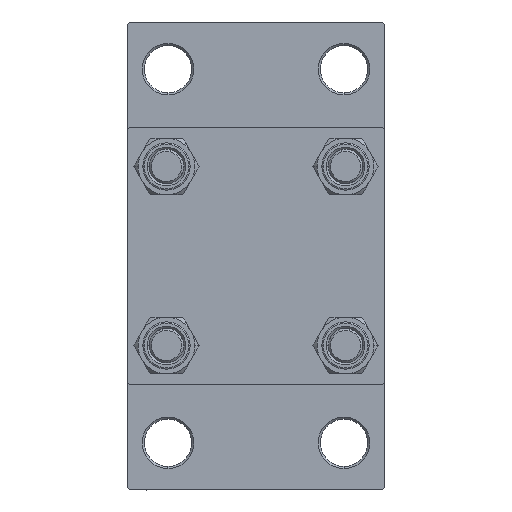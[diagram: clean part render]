
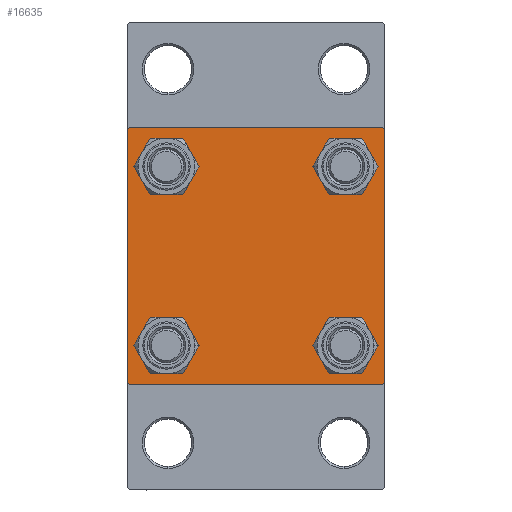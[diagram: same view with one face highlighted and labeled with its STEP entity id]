
A CAD part, left-side view. The second image highlights one B-rep face of the part: STEP entity #16635.
In plain terms, the highlighted planar face has unit normal (-1, 0, 0).
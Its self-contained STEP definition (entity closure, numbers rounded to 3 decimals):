
#262 = PLANE ( 'NONE',  #37508 ) ;
#565 = EDGE_CURVE ( 'NONE', #17608, #1828, #6495, .T. ) ;
#745 = DIRECTION ( 'NONE',  ( 0., 0., 1. ) ) ;
#978 = DIRECTION ( 'NONE',  ( 0., 0., 1. ) ) ;
#1449 = DIRECTION ( 'NONE',  ( 1., 0., 0. ) ) ;
#1828 = VERTEX_POINT ( 'NONE', #13272 ) ;
#2085 = DIRECTION ( 'NONE',  ( 1., 0., 0. ) ) ;
#2279 = DIRECTION ( 'NONE',  ( 1., 0., 0. ) ) ;
#2484 = DIRECTION ( 'NONE',  ( 0., 0., 1. ) ) ;
#2565 = EDGE_CURVE ( 'NONE', #25205, #4939, #11838, .T. ) ;
#2677 = ORIENTED_EDGE ( 'NONE', *, *, #31792, .T. ) ;
#2864 = VECTOR ( 'NONE', #4818, 1000. ) ;
#3645 = FACE_BOUND ( 'NONE', #15652, .T. ) ;
#4057 = LINE ( 'NONE', #7185, #16784 ) ;
#4077 = CARTESIAN_POINT ( 'NONE',  ( 0., 20.85, 20.85 ) ) ;
#4125 = DIRECTION ( 'NONE',  ( 0., -0.707, -0.707 ) ) ;
#4165 = EDGE_CURVE ( 'NONE', #30460, #4238, #36654, .T. ) ;
#4238 = VERTEX_POINT ( 'NONE', #37358 ) ;
#4365 = LINE ( 'NONE', #26208, #35239 ) ;
#4818 = DIRECTION ( 'NONE',  ( 0., 0., -1. ) ) ;
#4876 = CARTESIAN_POINT ( 'NONE',  ( 0., -30., 29.5 ) ) ;
#4939 = VERTEX_POINT ( 'NONE', #45636 ) ;
#5034 = VERTEX_POINT ( 'NONE', #45157 ) ;
#5059 = EDGE_LOOP ( 'NONE', ( #6892, #36153 ) ) ;
#5369 = CARTESIAN_POINT ( 'NONE',  ( 0., 20.85, -20.85 ) ) ;
#5467 = ORIENTED_EDGE ( 'NONE', *, *, #17453, .T. ) ;
#5576 = ORIENTED_EDGE ( 'NONE', *, *, #7746, .F. ) ;
#5668 = CARTESIAN_POINT ( 'NONE',  ( 0., 29.5, 30. ) ) ;
#6495 = LINE ( 'NONE', #24508, #17922 ) ;
#6562 = AXIS2_PLACEMENT_3D ( 'NONE', #38170, #27612, #978 ) ;
#6569 = DIRECTION ( 'NONE',  ( 0., 0., 1. ) ) ;
#6892 = ORIENTED_EDGE ( 'NONE', *, *, #39110, .T. ) ;
#7185 = CARTESIAN_POINT ( 'NONE',  ( 0., 29.75, 29.75 ) ) ;
#7370 = CARTESIAN_POINT ( 'NONE',  ( 0., 30., 30. ) ) ;
#7670 = DIRECTION ( 'NONE',  ( 0., 0., 1. ) ) ;
#7746 = EDGE_CURVE ( 'NONE', #16415, #26009, #27141, .T. ) ;
#7883 = DIRECTION ( 'NONE',  ( 0., 0.707, -0.707 ) ) ;
#7929 = CARTESIAN_POINT ( 'NONE',  ( 0., 0., 0. ) ) ;
#9330 = DIRECTION ( 'NONE',  ( 0., 0.707, 0.707 ) ) ;
#9348 = ORIENTED_EDGE ( 'NONE', *, *, #2565, .T. ) ;
#9769 = CARTESIAN_POINT ( 'NONE',  ( 0., -30., -29.5 ) ) ;
#9923 = DIRECTION ( 'NONE',  ( 0., -1., 0. ) ) ;
#10078 = CARTESIAN_POINT ( 'NONE',  ( 0., 29.5, -30. ) ) ;
#10339 = CARTESIAN_POINT ( 'NONE',  ( 0., -20.85, -16.35 ) ) ;
#10596 = EDGE_CURVE ( 'NONE', #5034, #12550, #38181, .T. ) ;
#10832 = FACE_BOUND ( 'NONE', #5059, .T. ) ;
#10938 = DIRECTION ( 'NONE',  ( 1., 0., 0. ) ) ;
#11054 = CARTESIAN_POINT ( 'NONE',  ( 0., 30., 29.5 ) ) ;
#11739 = ORIENTED_EDGE ( 'NONE', *, *, #15382, .F. ) ;
#11838 = CIRCLE ( 'NONE', #31049, 4.5 ) ;
#12444 = CARTESIAN_POINT ( 'NONE',  ( 0., -29.75, 29.75 ) ) ;
#12550 = VERTEX_POINT ( 'NONE', #20765 ) ;
#13023 = AXIS2_PLACEMENT_3D ( 'NONE', #5369, #30070, #26722 ) ;
#13272 = CARTESIAN_POINT ( 'NONE',  ( 0., -29.5, -30. ) ) ;
#14777 = CARTESIAN_POINT ( 'NONE',  ( 0., 20.85, 20.85 ) ) ;
#14844 = EDGE_CURVE ( 'NONE', #21663, #30460, #4057, .T. ) ;
#15382 = EDGE_CURVE ( 'NONE', #21663, #42374, #39907, .T. ) ;
#15652 = EDGE_LOOP ( 'NONE', ( #26164, #17196 ) ) ;
#15818 = CARTESIAN_POINT ( 'NONE',  ( 0., 20.85, -25.35 ) ) ;
#16031 = CARTESIAN_POINT ( 'NONE',  ( 0., -20.85, -25.35 ) ) ;
#16061 = CIRCLE ( 'NONE', #22998, 4.5 ) ;
#16415 = VERTEX_POINT ( 'NONE', #4876 ) ;
#16635 = ADVANCED_FACE ( 'NONE', ( #26180, #40806, #3645, #10832, #32910 ), #262, .T. ) ;
#16784 = VECTOR ( 'NONE', #7883, 1000. ) ;
#17196 = ORIENTED_EDGE ( 'NONE', *, *, #17372, .T. ) ;
#17372 = EDGE_CURVE ( 'NONE', #28526, #40713, #16061, .T. ) ;
#17453 = EDGE_CURVE ( 'NONE', #1828, #26009, #18272, .T. ) ;
#17608 = VERTEX_POINT ( 'NONE', #10078 ) ;
#17806 = DIRECTION ( 'NONE',  ( 1., 0., 0. ) ) ;
#17922 = VECTOR ( 'NONE', #28794, 1000. ) ;
#18272 = LINE ( 'NONE', #40346, #22209 ) ;
#18425 = EDGE_LOOP ( 'NONE', ( #27782, #9348 ) ) ;
#18611 = DIRECTION ( 'NONE',  ( 0., 0., 1. ) ) ;
#19139 = AXIS2_PLACEMENT_3D ( 'NONE', #14777, #10938, #18611 ) ;
#19240 = ORIENTED_EDGE ( 'NONE', *, *, #14844, .T. ) ;
#19642 = CARTESIAN_POINT ( 'NONE',  ( 0., -29.5, 30. ) ) ;
#19851 = VECTOR ( 'NONE', #9923, 1000. ) ;
#19905 = LINE ( 'NONE', #12444, #25937 ) ;
#19961 = CIRCLE ( 'NONE', #19139, 4.5 ) ;
#20077 = CARTESIAN_POINT ( 'NONE',  ( 0., -20.85, 20.85 ) ) ;
#20151 = CARTESIAN_POINT ( 'NONE',  ( 0., -20.85, 20.85 ) ) ;
#20765 = CARTESIAN_POINT ( 'NONE',  ( 0., 20.85, 25.35 ) ) ;
#21334 = AXIS2_PLACEMENT_3D ( 'NONE', #4077, #36721, #7670 ) ;
#21470 = CIRCLE ( 'NONE', #13023, 4.5 ) ;
#21539 = ORIENTED_EDGE ( 'NONE', *, *, #34752, .T. ) ;
#21663 = VERTEX_POINT ( 'NONE', #5668 ) ;
#22126 = DIRECTION ( 'NONE',  ( 0., -0.707, 0.707 ) ) ;
#22209 = VECTOR ( 'NONE', #22126, 1000. ) ;
#22586 = DIRECTION ( 'NONE',  ( -1., 0., 0. ) ) ;
#22998 = AXIS2_PLACEMENT_3D ( 'NONE', #35584, #17806, #2484 ) ;
#23570 = EDGE_CURVE ( 'NONE', #4939, #25205, #42568, .T. ) ;
#23920 = ORIENTED_EDGE ( 'NONE', *, *, #4165, .T. ) ;
#24457 = ORIENTED_EDGE ( 'NONE', *, *, #25461, .T. ) ;
#24508 = CARTESIAN_POINT ( 'NONE',  ( 0., 30., -30. ) ) ;
#24832 = EDGE_LOOP ( 'NONE', ( #26076, #24457 ) ) ;
#24959 = CIRCLE ( 'NONE', #6562, 4.5 ) ;
#25205 = VERTEX_POINT ( 'NONE', #32955 ) ;
#25461 = EDGE_CURVE ( 'NONE', #42464, #46029, #24959, .T. ) ;
#25937 = VECTOR ( 'NONE', #9330, 1000. ) ;
#26009 = VERTEX_POINT ( 'NONE', #9769 ) ;
#26076 = ORIENTED_EDGE ( 'NONE', *, *, #33283, .T. ) ;
#26164 = ORIENTED_EDGE ( 'NONE', *, *, #39869, .T. ) ;
#26180 = FACE_BOUND ( 'NONE', #18425, .T. ) ;
#26208 = CARTESIAN_POINT ( 'NONE',  ( 0., 29.75, -29.75 ) ) ;
#26722 = DIRECTION ( 'NONE',  ( 0., 0., 1. ) ) ;
#27141 = LINE ( 'NONE', #30739, #2864 ) ;
#27516 = CARTESIAN_POINT ( 'NONE',  ( 0., 30., 30. ) ) ;
#27612 = DIRECTION ( 'NONE',  ( 1., 0., 0. ) ) ;
#27782 = ORIENTED_EDGE ( 'NONE', *, *, #23570, .T. ) ;
#28515 = DIRECTION ( 'NONE',  ( 0., 0., -1. ) ) ;
#28526 = VERTEX_POINT ( 'NONE', #15818 ) ;
#28794 = DIRECTION ( 'NONE',  ( 0., -1., 0. ) ) ;
#30070 = DIRECTION ( 'NONE',  ( 1., 0., 0. ) ) ;
#30396 = AXIS2_PLACEMENT_3D ( 'NONE', #20151, #1449, #41740 ) ;
#30460 = VERTEX_POINT ( 'NONE', #11054 ) ;
#30739 = CARTESIAN_POINT ( 'NONE',  ( 0., -30., 30. ) ) ;
#31049 = AXIS2_PLACEMENT_3D ( 'NONE', #20077, #2085, #45504 ) ;
#31792 = EDGE_CURVE ( 'NONE', #16415, #42374, #19905, .T. ) ;
#32853 = AXIS2_PLACEMENT_3D ( 'NONE', #38745, #2279, #6569 ) ;
#32910 = FACE_OUTER_BOUND ( 'NONE', #36119, .T. ) ;
#32955 = CARTESIAN_POINT ( 'NONE',  ( 0., -20.85, 16.35 ) ) ;
#33283 = EDGE_CURVE ( 'NONE', #46029, #42464, #35923, .T. ) ;
#34752 = EDGE_CURVE ( 'NONE', #4238, #17608, #4365, .T. ) ;
#34925 = VECTOR ( 'NONE', #28515, 1000. ) ;
#35239 = VECTOR ( 'NONE', #4125, 1000. ) ;
#35584 = CARTESIAN_POINT ( 'NONE',  ( 0., 20.85, -20.85 ) ) ;
#35923 = CIRCLE ( 'NONE', #32853, 4.5 ) ;
#36119 = EDGE_LOOP ( 'NONE', ( #23920, #21539, #42509, #5467, #5576, #2677, #11739, #19240 ) ) ;
#36153 = ORIENTED_EDGE ( 'NONE', *, *, #10596, .T. ) ;
#36654 = LINE ( 'NONE', #7370, #34925 ) ;
#36721 = DIRECTION ( 'NONE',  ( 1., 0., 0. ) ) ;
#36818 = CARTESIAN_POINT ( 'NONE',  ( 0., 20.85, -16.35 ) ) ;
#37358 = CARTESIAN_POINT ( 'NONE',  ( 0., 30., -29.5 ) ) ;
#37508 = AXIS2_PLACEMENT_3D ( 'NONE', #7929, #22586, #745 ) ;
#38170 = CARTESIAN_POINT ( 'NONE',  ( 0., -20.85, -20.85 ) ) ;
#38181 = CIRCLE ( 'NONE', #21334, 4.5 ) ;
#38745 = CARTESIAN_POINT ( 'NONE',  ( 0., -20.85, -20.85 ) ) ;
#39110 = EDGE_CURVE ( 'NONE', #12550, #5034, #19961, .T. ) ;
#39869 = EDGE_CURVE ( 'NONE', #40713, #28526, #21470, .T. ) ;
#39907 = LINE ( 'NONE', #27516, #19851 ) ;
#40346 = CARTESIAN_POINT ( 'NONE',  ( 0., -29.75, -29.75 ) ) ;
#40713 = VERTEX_POINT ( 'NONE', #36818 ) ;
#40806 = FACE_BOUND ( 'NONE', #24832, .T. ) ;
#41740 = DIRECTION ( 'NONE',  ( 0., 0., 1. ) ) ;
#42374 = VERTEX_POINT ( 'NONE', #19642 ) ;
#42464 = VERTEX_POINT ( 'NONE', #16031 ) ;
#42509 = ORIENTED_EDGE ( 'NONE', *, *, #565, .T. ) ;
#42568 = CIRCLE ( 'NONE', #30396, 4.5 ) ;
#45157 = CARTESIAN_POINT ( 'NONE',  ( 0., 20.85, 16.35 ) ) ;
#45504 = DIRECTION ( 'NONE',  ( 0., 0., 1. ) ) ;
#45636 = CARTESIAN_POINT ( 'NONE',  ( 0., -20.85, 25.35 ) ) ;
#46029 = VERTEX_POINT ( 'NONE', #10339 ) ;
